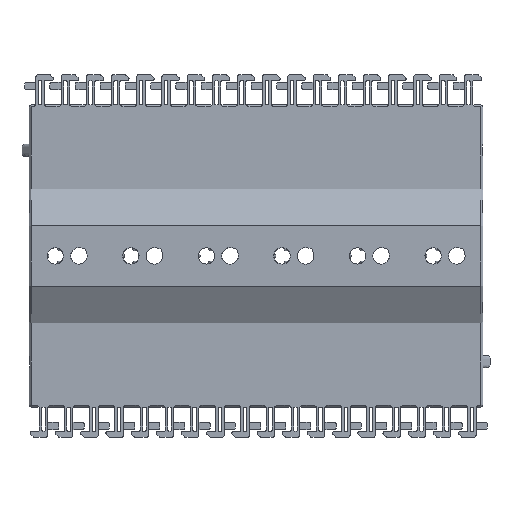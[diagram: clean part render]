
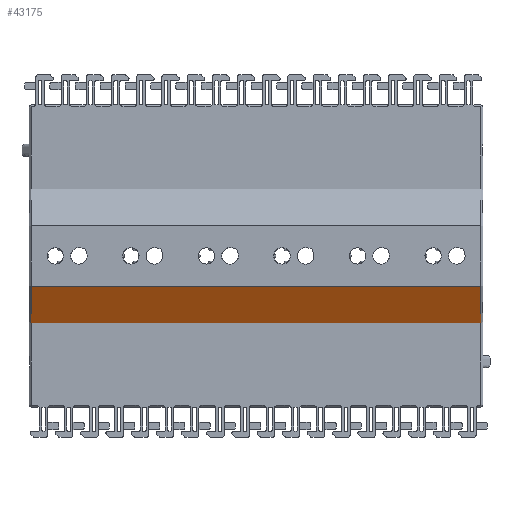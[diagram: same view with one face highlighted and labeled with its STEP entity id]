
A CAD part, top view. The second image highlights one B-rep face of the part: STEP entity #43175.
In plain terms, the highlighted planar face has unit normal (0, -0.5, 0.866).
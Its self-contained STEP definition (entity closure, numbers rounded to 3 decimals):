
#26630 = VERTEX_POINT('',#26631);
#26631 = CARTESIAN_POINT('',(74.4,-22.124,3.));
#38864 = EDGE_CURVE('',#38865,#26630,#38867,.T.);
#38865 = VERTEX_POINT('',#38866);
#38866 = CARTESIAN_POINT('',(-74.4,-22.124,3.));
#38867 = LINE('',#38868,#38869);
#38868 = CARTESIAN_POINT('',(-37.5,-22.124,3.));
#38869 = VECTOR('',#38870,1.);
#38870 = DIRECTION('',(1.,0.,0.));
#41461 = EDGE_CURVE('',#26630,#41462,#41464,.T.);
#41462 = VERTEX_POINT('',#41463);
#41463 = CARTESIAN_POINT('',(74.4,-10.,10.));
#41464 = LINE('',#41465,#41466);
#41465 = CARTESIAN_POINT('',(74.4,-22.124,3.));
#41466 = VECTOR('',#41467,1.);
#41467 = DIRECTION('',(0.,0.866,0.5));
#41805 = EDGE_CURVE('',#41806,#41462,#41808,.T.);
#41806 = VERTEX_POINT('',#41807);
#41807 = CARTESIAN_POINT('',(-74.4,-10.,10.));
#41808 = LINE('',#41809,#41810);
#41809 = CARTESIAN_POINT('',(-75.,-10.,10.));
#41810 = VECTOR('',#41811,1.);
#41811 = DIRECTION('',(1.,0.,0.));
#43175 = ADVANCED_FACE('',(#43176),#43187,.T.);
#43176 = FACE_BOUND('',#43177,.T.);
#43177 = EDGE_LOOP('',(#43178,#43179,#43185,#43186));
#43178 = ORIENTED_EDGE('',*,*,#41805,.F.);
#43179 = ORIENTED_EDGE('',*,*,#43180,.F.);
#43180 = EDGE_CURVE('',#38865,#41806,#43181,.T.);
#43181 = LINE('',#43182,#43183);
#43182 = CARTESIAN_POINT('',(-74.4,-22.124,3.));
#43183 = VECTOR('',#43184,1.);
#43184 = DIRECTION('',(0.,0.866,0.5));
#43185 = ORIENTED_EDGE('',*,*,#38864,.T.);
#43186 = ORIENTED_EDGE('',*,*,#41461,.T.);
#43187 = PLANE('',#43188);
#43188 = AXIS2_PLACEMENT_3D('',#43189,#43190,#43191);
#43189 = CARTESIAN_POINT('',(-75.,-27.321,0.));
#43190 = DIRECTION('',(0.,-0.5,0.866));
#43191 = DIRECTION('',(0.,0.866,0.5));
